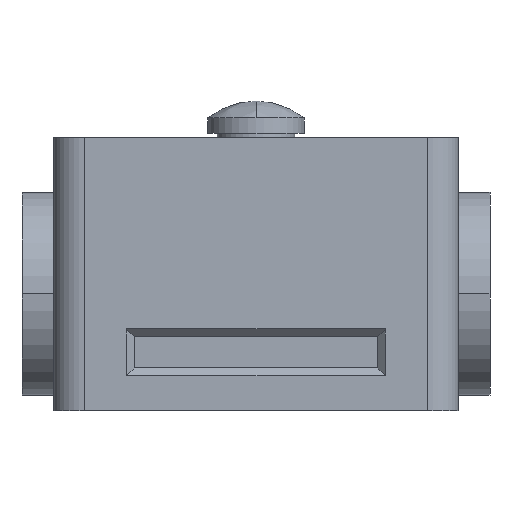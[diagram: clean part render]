
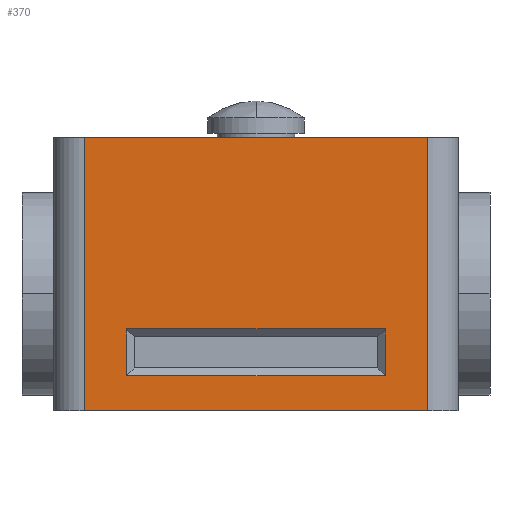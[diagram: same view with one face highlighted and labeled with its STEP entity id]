
A CAD part, left-side view. The second image highlights one B-rep face of the part: STEP entity #370.
In plain terms, the highlighted planar face has unit normal (-1, 0, 0).
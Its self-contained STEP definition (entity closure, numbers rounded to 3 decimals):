
#40 = EDGE_CURVE ( 'NONE', #3754, #947, #2409, .T. ) ;
#97 = EDGE_CURVE ( 'NONE', #3668, #962, #2377, .T. ) ;
#101 = EDGE_CURVE ( 'NONE', #947, #962, #2240, .T. ) ;
#152 = EDGE_CURVE ( 'NONE', #3668, #3754, #1980, .T. ) ;
#227 = EDGE_CURVE ( 'NONE', #3462, #3732, #1417, .T. ) ;
#230 = EDGE_CURVE ( 'NONE', #3286, #3462, #1430, .T. ) ;
#238 = EDGE_CURVE ( 'NONE', #3255, #3286, #1182, .T. ) ;
#247 = EDGE_CURVE ( 'NONE', #3732, #3255, #2044, .T. ) ;
#370 = ADVANCED_FACE ( 'NONE', ( #707, #712 ), #1382, .F. ) ;
#707 = FACE_BOUND ( 'NONE', #3314, .T. ) ;
#712 = FACE_OUTER_BOUND ( 'NONE', #3384, .T. ) ;
#714 = AXIS2_PLACEMENT_3D ( 'NONE', #1385, #1387, #1392 ) ;
#947 = VERTEX_POINT ( 'NONE', #1960 ) ;
#962 = VERTEX_POINT ( 'NONE', #1938 ) ;
#1153 = DIRECTION ( 'NONE',  ( 0., 1., 0. ) ) ;
#1170 = CARTESIAN_POINT ( 'NONE',  ( -86., 0., 10.5 ) ) ;
#1182 = LINE ( 'NONE', #1170, #2948 ) ;
#1369 = CARTESIAN_POINT ( 'NONE',  ( -86., 22., 0. ) ) ;
#1382 = PLANE ( 'NONE',  #714 ) ;
#1385 = CARTESIAN_POINT ( 'NONE',  ( -86., -22., 35. ) ) ;
#1387 = DIRECTION ( 'NONE',  ( 1., 0., 0. ) ) ;
#1392 = DIRECTION ( 'NONE',  ( 0., 0., -1. ) ) ;
#1417 = LINE ( 'NONE', #1422, #2958 ) ;
#1422 = CARTESIAN_POINT ( 'NONE',  ( -86., 0., 4.5 ) ) ;
#1425 = DIRECTION ( 'NONE',  ( 0., -1., 0. ) ) ;
#1430 = LINE ( 'NONE', #1811, #2955 ) ;
#1454 = CARTESIAN_POINT ( 'NONE',  ( -86., 0., 0. ) ) ;
#1491 = DIRECTION ( 'NONE',  ( 0., 1., 0. ) ) ;
#1535 = CARTESIAN_POINT ( 'NONE',  ( -86., -22., 0. ) ) ;
#1696 = CARTESIAN_POINT ( 'NONE',  ( -86., -16.6, 17.5 ) ) ;
#1811 = CARTESIAN_POINT ( 'NONE',  ( -86., 16.6, 17.5 ) ) ;
#1890 = DIRECTION ( 'NONE',  ( 0., 0., -1. ) ) ;
#1938 = CARTESIAN_POINT ( 'NONE',  ( -86., -22., 35. ) ) ;
#1960 = CARTESIAN_POINT ( 'NONE',  ( -86., 22., 35. ) ) ;
#1980 = LINE ( 'NONE', #1454, #2900 ) ;
#2026 = DIRECTION ( 'NONE',  ( 0., 0., 1. ) ) ;
#2029 = CARTESIAN_POINT ( 'NONE',  ( -86., -16.6, 10.5 ) ) ;
#2044 = LINE ( 'NONE', #1696, #2904 ) ;
#2045 = CARTESIAN_POINT ( 'NONE',  ( -86., 16.6, 10.5 ) ) ;
#2137 = CARTESIAN_POINT ( 'NONE',  ( -86., 16.6, 4.5 ) ) ;
#2179 = CARTESIAN_POINT ( 'NONE',  ( -86., -16.6, 4.5 ) ) ;
#2240 = LINE ( 'NONE', #2335, #2822 ) ;
#2331 = DIRECTION ( 'NONE',  ( 0., 0., 1. ) ) ;
#2335 = CARTESIAN_POINT ( 'NONE',  ( -86., 0., 35. ) ) ;
#2359 = CARTESIAN_POINT ( 'NONE',  ( -86., 22., 17.5 ) ) ;
#2377 = LINE ( 'NONE', #2420, #3027 ) ;
#2382 = DIRECTION ( 'NONE',  ( 0., -1., 0. ) ) ;
#2409 = LINE ( 'NONE', #2359, #2858 ) ;
#2420 = CARTESIAN_POINT ( 'NONE',  ( -86., -22., 17.5 ) ) ;
#2454 = DIRECTION ( 'NONE',  ( 0., 0., 1. ) ) ;
#2822 = VECTOR ( 'NONE', #2382, 1000. ) ;
#2858 = VECTOR ( 'NONE', #2454, 1000. ) ;
#2900 = VECTOR ( 'NONE', #1491, 1000. ) ;
#2904 = VECTOR ( 'NONE', #2026, 1000. ) ;
#2948 = VECTOR ( 'NONE', #1153, 1000. ) ;
#2955 = VECTOR ( 'NONE', #1890, 1000. ) ;
#2958 = VECTOR ( 'NONE', #1425, 1000. ) ;
#3027 = VECTOR ( 'NONE', #2331, 1000. ) ;
#3142 = ORIENTED_EDGE ( 'NONE', *, *, #97, .T. ) ;
#3190 = ORIENTED_EDGE ( 'NONE', *, *, #227, .F. ) ;
#3201 = ORIENTED_EDGE ( 'NONE', *, *, #238, .F. ) ;
#3217 = ORIENTED_EDGE ( 'NONE', *, *, #152, .F. ) ;
#3218 = ORIENTED_EDGE ( 'NONE', *, *, #101, .F. ) ;
#3255 = VERTEX_POINT ( 'NONE', #2029 ) ;
#3286 = VERTEX_POINT ( 'NONE', #2045 ) ;
#3314 = EDGE_LOOP ( 'NONE', ( #3670, #3201, #3449, #3190 ) ) ;
#3321 = ORIENTED_EDGE ( 'NONE', *, *, #40, .F. ) ;
#3384 = EDGE_LOOP ( 'NONE', ( #3142, #3218, #3321, #3217 ) ) ;
#3449 = ORIENTED_EDGE ( 'NONE', *, *, #247, .F. ) ;
#3462 = VERTEX_POINT ( 'NONE', #2137 ) ;
#3668 = VERTEX_POINT ( 'NONE', #1535 ) ;
#3670 = ORIENTED_EDGE ( 'NONE', *, *, #230, .F. ) ;
#3732 = VERTEX_POINT ( 'NONE', #2179 ) ;
#3754 = VERTEX_POINT ( 'NONE', #1369 ) ;
